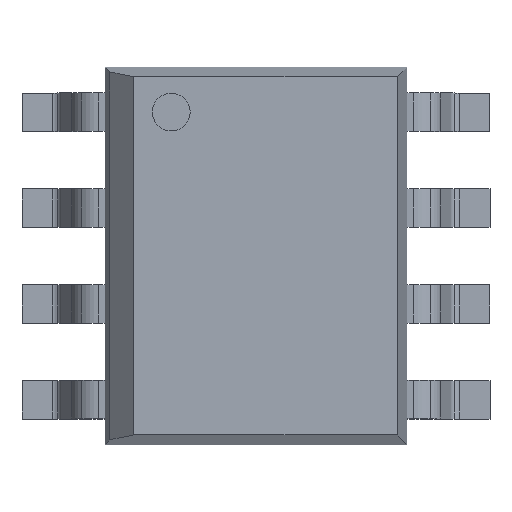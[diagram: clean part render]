
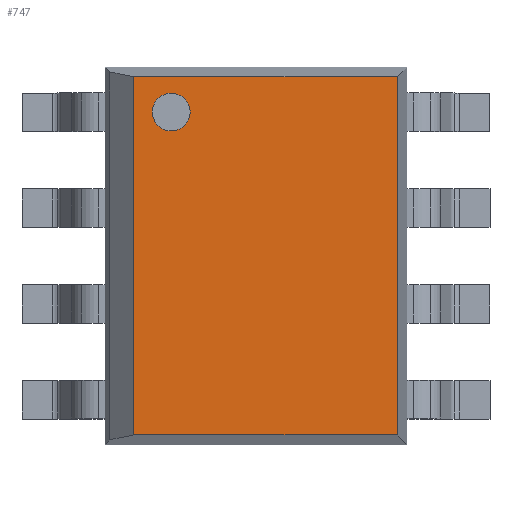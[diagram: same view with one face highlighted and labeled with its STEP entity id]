
A CAD part, top view. The second image highlights one B-rep face of the part: STEP entity #747.
In plain terms, the highlighted planar face has unit normal (0, 0, 1).
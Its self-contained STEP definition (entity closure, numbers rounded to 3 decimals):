
#230=CARTESIAN_POINT('',(-1.123,1.655,1.75));
#231=VERTEX_POINT('',#230);
#240=CARTESIAN_POINT('',(-1.123,2.155,1.75));
#241=VERTEX_POINT('',#240);
#242=CARTESIAN_POINT('',(-1.123,1.905,1.75));
#243=DIRECTION('',(0.0,0.0,-1.0));
#244=DIRECTION('',(0.0,-1.0,0.0));
#245=AXIS2_PLACEMENT_3D('',#242,#243,#244);
#246=CIRCLE('',#245,0.25);
#247=EDGE_CURVE('',#241,#231,#246,.T.);
#573=CARTESIAN_POINT('',(-1.123,1.905,1.75));
#574=DIRECTION('',(0.0,0.0,-1.0));
#575=DIRECTION('',(0.0,-1.0,0.0));
#576=AXIS2_PLACEMENT_3D('',#573,#574,#575);
#577=CIRCLE('',#576,0.25);
#578=EDGE_CURVE('',#231,#241,#577,.T.);
#598=CARTESIAN_POINT('',(-1.623,-2.373,1.75));
#599=VERTEX_POINT('',#598);
#608=CARTESIAN_POINT('',(-1.623,2.373,1.75));
#609=VERTEX_POINT('',#608);
#610=CARTESIAN_POINT('',(-1.623,2.373,1.75));
#611=DIRECTION('',(0.0,-1.0,0.0));
#612=VECTOR('',#611,4.746);
#613=LINE('',#610,#612);
#614=EDGE_CURVE('',#609,#599,#613,.T.);
#646=CARTESIAN_POINT('',(1.873,-2.373,1.75));
#647=VERTEX_POINT('',#646);
#654=CARTESIAN_POINT('',(1.873,-2.373,1.75));
#655=DIRECTION('',(-1.0,0.0,0.0));
#656=VECTOR('',#655,3.496);
#657=LINE('',#654,#656);
#658=EDGE_CURVE('',#647,#599,#657,.T.);
#691=CARTESIAN_POINT('',(1.873,2.373,1.75));
#692=VERTEX_POINT('',#691);
#693=CARTESIAN_POINT('',(-1.623,2.373,1.75));
#694=DIRECTION('',(1.0,0.0,0.0));
#695=VECTOR('',#694,3.496);
#696=LINE('',#693,#695);
#697=EDGE_CURVE('',#609,#692,#696,.T.);
#716=CARTESIAN_POINT('',(1.873,-2.373,1.75));
#717=DIRECTION('',(0.0,1.0,0.0));
#718=VECTOR('',#717,4.746);
#719=LINE('',#716,#718);
#720=EDGE_CURVE('',#647,#692,#719,.T.);
#732=CARTESIAN_POINT('',(1.873,-2.5,1.75));
#733=DIRECTION('',(0.0,0.0,1.0));
#734=DIRECTION('',(0.0,-1.0,0.0));
#735=AXIS2_PLACEMENT_3D('',#732,#733,#734);
#736=PLANE('',#735);
#737=ORIENTED_EDGE('',*,*,#614,.T.);
#738=ORIENTED_EDGE('',*,*,#658,.F.);
#739=ORIENTED_EDGE('',*,*,#720,.T.);
#740=ORIENTED_EDGE('',*,*,#697,.F.);
#741=EDGE_LOOP('',(#737,#738,#739,#740));
#742=FACE_OUTER_BOUND('',#741,.T.);
#743=ORIENTED_EDGE('',*,*,#578,.T.);
#744=ORIENTED_EDGE('',*,*,#247,.T.);
#745=EDGE_LOOP('',(#743,#744));
#746=FACE_BOUND('',#745,.T.);
#747=ADVANCED_FACE('',(#742,#746),#736,.T.);
